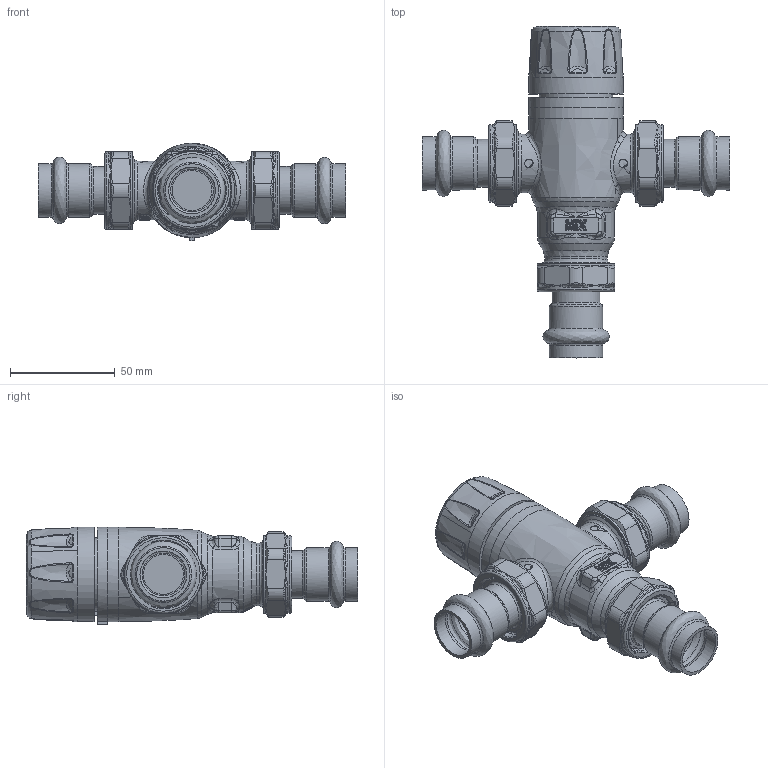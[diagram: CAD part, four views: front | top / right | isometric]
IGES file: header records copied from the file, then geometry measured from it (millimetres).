
Global section: file name: 521506A_Simplify_1; native system: Autodesk Inventor 2025; preprocessor: unknown; author: ischreiner; date: 20250729.162856; units: inch
Bounding box: 146.66 x 158.38 x 46.48 mm (x, y, z)
Volume: 219601.7 mm3; surface area: 54839.9 mm2
Topology: 7 solids, 7 shells, 1552 faces, 3650 edges, 2006 vertices
Faces by surface type: bspline 1552
